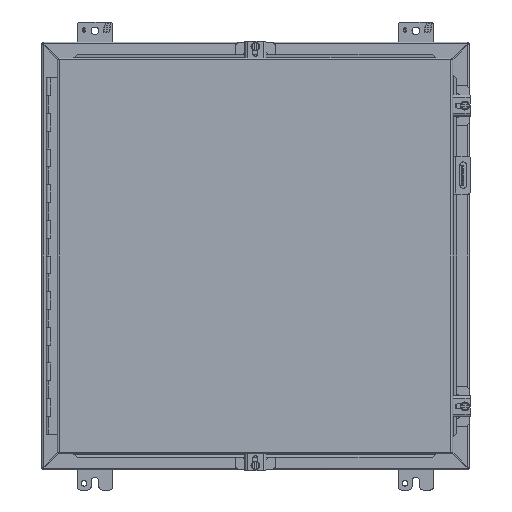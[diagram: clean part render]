
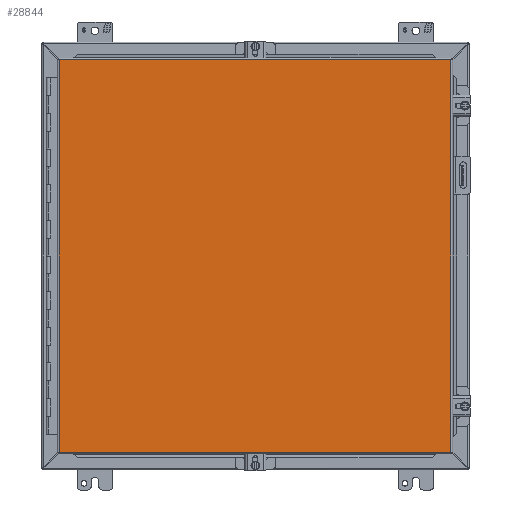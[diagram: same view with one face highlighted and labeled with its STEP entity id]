
A CAD part, front view. The second image highlights one B-rep face of the part: STEP entity #28844.
In plain terms, the highlighted planar face has unit normal (0, -1, 0).
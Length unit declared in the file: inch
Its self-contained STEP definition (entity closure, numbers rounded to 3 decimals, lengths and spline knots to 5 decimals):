
#3873 = DIRECTION ( 'NONE',  ( -1., 0., 0. ) ) ;
#4958 = LINE ( 'NONE', #5677, #46359 ) ;
#5677 = CARTESIAN_POINT ( 'NONE',  ( -11.017, -9.21, -10.9945 ) ) ;
#7962 = VECTOR ( 'NONE', #46143, 39.37008 ) ;
#8777 = PLANE ( 'NONE',  #45765 ) ;
#9796 = CARTESIAN_POINT ( 'NONE',  ( 10.955, -9.21, 10.9945 ) ) ;
#10084 = EDGE_LOOP ( 'NONE', ( #29985, #18195, #35106, #44273 ) ) ;
#11607 = EDGE_CURVE ( 'NONE', #34974, #35645, #46390, .T. ) ;
#12209 = FACE_OUTER_BOUND ( 'NONE', #10084, .T. ) ;
#16480 = CARTESIAN_POINT ( 'NONE',  ( -11.017, -9.21, 10.9945 ) ) ;
#16485 = CARTESIAN_POINT ( 'NONE',  ( -11.017, -9.21, 10.9945 ) ) ;
#16616 = CARTESIAN_POINT ( 'NONE',  ( -11.017, -9.21, -10.9945 ) ) ;
#18195 = ORIENTED_EDGE ( 'NONE', *, *, #11607, .F. ) ;
#20137 = CARTESIAN_POINT ( 'NONE',  ( 10.955, -9.21, -10.9945 ) ) ;
#21580 = VECTOR ( 'NONE', #44982, 39.37008 ) ;
#21789 = CARTESIAN_POINT ( 'NONE',  ( 10.955, -9.21, -10.9945 ) ) ;
#23342 = VECTOR ( 'NONE', #3873, 39.37008 ) ;
#26208 = EDGE_CURVE ( 'NONE', #43051, #34974, #4958, .T. ) ;
#26269 = VERTEX_POINT ( 'NONE', #20137 ) ;
#28844 = ADVANCED_FACE ( 'NONE', ( #12209 ), #8777, .T. ) ;
#29985 = ORIENTED_EDGE ( 'NONE', *, *, #30597, .F. ) ;
#30597 = EDGE_CURVE ( 'NONE', #35645, #26269, #38539, .T. ) ;
#33938 = EDGE_CURVE ( 'NONE', #26269, #43051, #37243, .T. ) ;
#34974 = VERTEX_POINT ( 'NONE', #16485 ) ;
#35106 = ORIENTED_EDGE ( 'NONE', *, *, #26208, .F. ) ;
#35645 = VERTEX_POINT ( 'NONE', #9796 ) ;
#36918 = CARTESIAN_POINT ( 'NONE',  ( -11.017, -9.21, -10.9945 ) ) ;
#37243 = LINE ( 'NONE', #21789, #23342 ) ;
#38539 = LINE ( 'NONE', #42187, #21580 ) ;
#42187 = CARTESIAN_POINT ( 'NONE',  ( 10.955, -9.21, 10.9945 ) ) ;
#42463 = DIRECTION ( 'NONE',  ( 0., 0., 1. ) ) ;
#43051 = VERTEX_POINT ( 'NONE', #36918 ) ;
#43743 = DIRECTION ( 'NONE',  ( 0., 0., -1. ) ) ;
#44273 = ORIENTED_EDGE ( 'NONE', *, *, #33938, .F. ) ;
#44982 = DIRECTION ( 'NONE',  ( 0., 0., -1. ) ) ;
#45765 = AXIS2_PLACEMENT_3D ( 'NONE', #16616, #45807, #43743 ) ;
#45807 = DIRECTION ( 'NONE',  ( 0., -1., 0. ) ) ;
#46143 = DIRECTION ( 'NONE',  ( 1., 0., 0. ) ) ;
#46359 = VECTOR ( 'NONE', #42463, 39.37008 ) ;
#46390 = LINE ( 'NONE', #16480, #7962 ) ;
